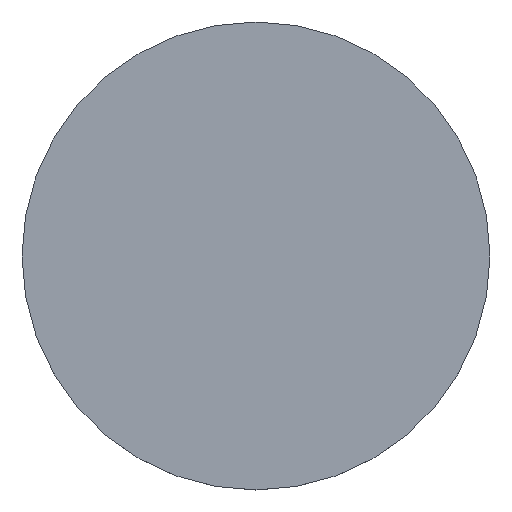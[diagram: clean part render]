
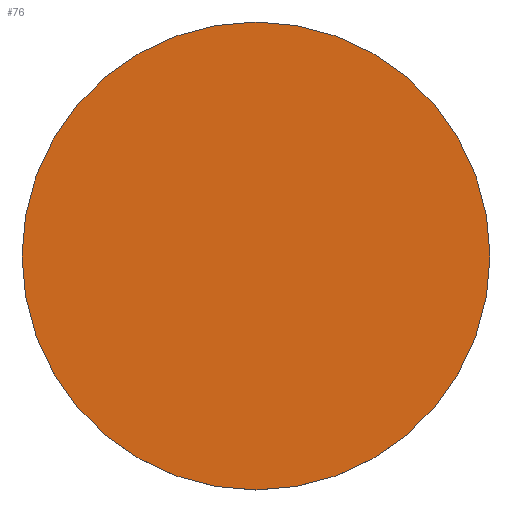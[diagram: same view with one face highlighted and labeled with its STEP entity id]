
A CAD part, top view. The second image highlights one B-rep face of the part: STEP entity #76.
In plain terms, the highlighted planar face has unit normal (0, 0, 1).
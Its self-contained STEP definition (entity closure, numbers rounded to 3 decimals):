
#4 = AXIS2_PLACEMENT_3D ( 'NONE', #163, #103, #80 ) ;
#6 = PLANE ( 'NONE',  #172 ) ;
#9 = EDGE_LOOP ( 'NONE', ( #85, #33 ) ) ;
#19 = VERTEX_POINT ( 'NONE', #48 ) ;
#33 = ORIENTED_EDGE ( 'NONE', *, *, #46, .T. ) ;
#46 = EDGE_CURVE ( 'NONE', #19, #47, #159, .T. ) ;
#47 = VERTEX_POINT ( 'NONE', #64 ) ;
#48 = CARTESIAN_POINT ( 'NONE',  ( 7.5, 0., 0.5 ) ) ;
#62 = CARTESIAN_POINT ( 'NONE',  ( 0., 0., 0.5 ) ) ;
#64 = CARTESIAN_POINT ( 'NONE',  ( -7.5, 0., 0.5 ) ) ;
#76 = ADVANCED_FACE ( 'NONE', ( #121 ), #6, .T. ) ;
#80 = DIRECTION ( 'NONE',  ( 1., 0., 0. ) ) ;
#85 = ORIENTED_EDGE ( 'NONE', *, *, #96, .T. ) ;
#95 = CARTESIAN_POINT ( 'NONE',  ( 0., 0., 0.5 ) ) ;
#96 = EDGE_CURVE ( 'NONE', #47, #19, #149, .T. ) ;
#97 = DIRECTION ( 'NONE',  ( 0., 0., 1. ) ) ;
#103 = DIRECTION ( 'NONE',  ( 0., 0., 1. ) ) ;
#118 = DIRECTION ( 'NONE',  ( 1., 0., 0. ) ) ;
#121 = FACE_OUTER_BOUND ( 'NONE', #9, .T. ) ;
#128 = DIRECTION ( 'NONE',  ( 1., 0., 0. ) ) ;
#142 = DIRECTION ( 'NONE',  ( 0., 0., 1. ) ) ;
#149 = CIRCLE ( 'NONE', #4, 7.5 ) ;
#159 = CIRCLE ( 'NONE', #168, 7.5 ) ;
#163 = CARTESIAN_POINT ( 'NONE',  ( 0., 0., 0.5 ) ) ;
#168 = AXIS2_PLACEMENT_3D ( 'NONE', #62, #97, #128 ) ;
#172 = AXIS2_PLACEMENT_3D ( 'NONE', #95, #142, #118 ) ;
